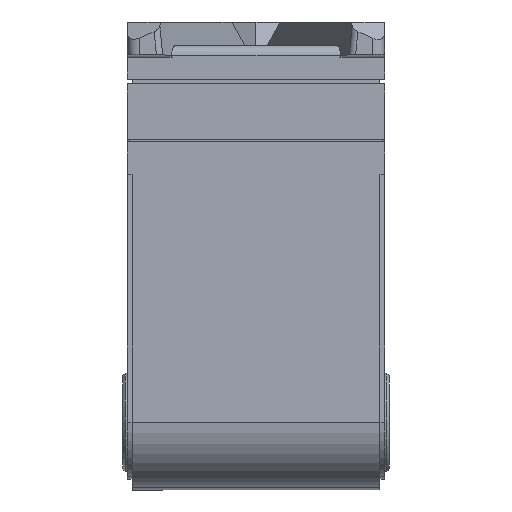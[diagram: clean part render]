
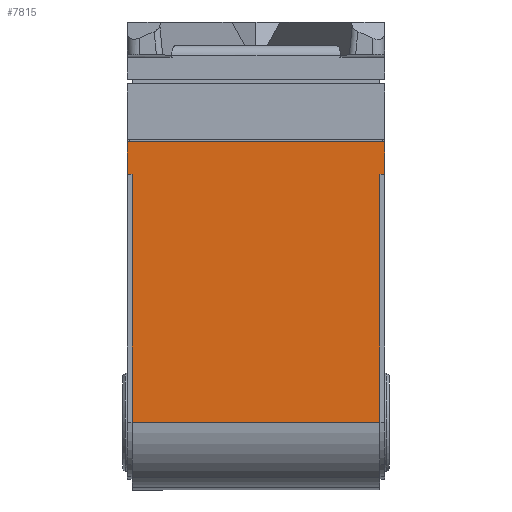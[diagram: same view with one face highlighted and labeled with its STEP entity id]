
A CAD part, front view. The second image highlights one B-rep face of the part: STEP entity #7815.
In plain terms, the highlighted planar face has unit normal (0, -1, 0).
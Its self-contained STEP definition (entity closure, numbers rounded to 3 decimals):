
#184 = DIRECTION ( 'NONE',  ( 0., 0., -1. ) ) ;
#230 = DIRECTION ( 'NONE',  ( 0., 0., -1. ) ) ;
#508 = CARTESIAN_POINT ( 'NONE',  ( -5.3, -16.4, 15.25 ) ) ;
#703 = VECTOR ( 'NONE', #1732, 1000. ) ;
#936 = VECTOR ( 'NONE', #230, 1000. ) ;
#983 = DIRECTION ( 'NONE',  ( 0., 1., 0. ) ) ;
#990 = LINE ( 'NONE', #8147, #5117 ) ;
#1137 = VECTOR ( 'NONE', #7825, 1000. ) ;
#1370 = ORIENTED_EDGE ( 'NONE', *, *, #7929, .F. ) ;
#1384 = VERTEX_POINT ( 'NONE', #6951 ) ;
#1450 = EDGE_CURVE ( 'NONE', #1384, #8671, #2912, .T. ) ;
#1462 = LINE ( 'NONE', #3478, #8612 ) ;
#1469 = EDGE_CURVE ( 'NONE', #5027, #4972, #1462, .T. ) ;
#1637 = DIRECTION ( 'NONE',  ( 0., 0., 1. ) ) ;
#1732 = DIRECTION ( 'NONE',  ( 0., 0., -1. ) ) ;
#2080 = CARTESIAN_POINT ( 'NONE',  ( -0.1, -16.4, 16.65 ) ) ;
#2294 = CARTESIAN_POINT ( 'NONE',  ( -0.1, -16.4, 2.35 ) ) ;
#2329 = CARTESIAN_POINT ( 'NONE',  ( -5.5, -16.4, 20.85 ) ) ;
#2350 = VERTEX_POINT ( 'NONE', #6998 ) ;
#2375 = LINE ( 'NONE', #2329, #4427 ) ;
#2394 = VERTEX_POINT ( 'NONE', #8654 ) ;
#2490 = ORIENTED_EDGE ( 'NONE', *, *, #1469, .F. ) ;
#2504 = CARTESIAN_POINT ( 'NONE',  ( 5.3, -16.4, 4.65 ) ) ;
#2620 = CARTESIAN_POINT ( 'NONE',  ( -5.3, -16.4, 15.25 ) ) ;
#2633 = ORIENTED_EDGE ( 'NONE', *, *, #4486, .F. ) ;
#2804 = ORIENTED_EDGE ( 'NONE', *, *, #5883, .F. ) ;
#2912 = LINE ( 'NONE', #2080, #1137 ) ;
#2960 = VERTEX_POINT ( 'NONE', #5126 ) ;
#3021 = CARTESIAN_POINT ( 'NONE',  ( -5.3, -16.4, 4.65 ) ) ;
#3246 = DIRECTION ( 'NONE',  ( -1., 0., 0. ) ) ;
#3333 = VECTOR ( 'NONE', #3453, 1000. ) ;
#3453 = DIRECTION ( 'NONE',  ( 0., 0., -1. ) ) ;
#3478 = CARTESIAN_POINT ( 'NONE',  ( 6.05, -16.4, 4.65 ) ) ;
#3531 = VECTOR ( 'NONE', #4164, 1000. ) ;
#3937 = ORIENTED_EDGE ( 'NONE', *, *, #1450, .T. ) ;
#4164 = DIRECTION ( 'NONE',  ( 1., 0., 0. ) ) ;
#4246 = VERTEX_POINT ( 'NONE', #2620 ) ;
#4351 = EDGE_CURVE ( 'NONE', #2394, #4246, #4861, .T. ) ;
#4427 = VECTOR ( 'NONE', #1637, 1000. ) ;
#4486 = EDGE_CURVE ( 'NONE', #2394, #8671, #2375, .T. ) ;
#4504 = EDGE_LOOP ( 'NONE', ( #3937, #2633, #8255, #7429, #2490, #2804, #7710, #1370 ) ) ;
#4534 = FACE_OUTER_BOUND ( 'NONE', #4504, .T. ) ;
#4634 = CARTESIAN_POINT ( 'NONE',  ( 5.5, -16.4, 20.85 ) ) ;
#4861 = LINE ( 'NONE', #508, #3531 ) ;
#4958 = AXIS2_PLACEMENT_3D ( 'NONE', #2294, #983, #184 ) ;
#4972 = VERTEX_POINT ( 'NONE', #3021 ) ;
#5027 = VERTEX_POINT ( 'NONE', #2504 ) ;
#5117 = VECTOR ( 'NONE', #3246, 1000. ) ;
#5126 = CARTESIAN_POINT ( 'NONE',  ( 5.5, -16.4, 15.25 ) ) ;
#5883 = EDGE_CURVE ( 'NONE', #2350, #5027, #6025, .T. ) ;
#5901 = LINE ( 'NONE', #8747, #936 ) ;
#6025 = LINE ( 'NONE', #8177, #703 ) ;
#6133 = CARTESIAN_POINT ( 'NONE',  ( -5.5, -16.4, 16.65 ) ) ;
#6611 = PLANE ( 'NONE',  #4958 ) ;
#6951 = CARTESIAN_POINT ( 'NONE',  ( 5.5, -16.4, 16.65 ) ) ;
#6998 = CARTESIAN_POINT ( 'NONE',  ( 5.3, -16.4, 15.25 ) ) ;
#7429 = ORIENTED_EDGE ( 'NONE', *, *, #7857, .T. ) ;
#7710 = ORIENTED_EDGE ( 'NONE', *, *, #8537, .F. ) ;
#7717 = LINE ( 'NONE', #4634, #3333 ) ;
#7815 = ADVANCED_FACE ( 'NONE', ( #4534 ), #6611, .F. ) ;
#7825 = DIRECTION ( 'NONE',  ( -1., 0., 0. ) ) ;
#7857 = EDGE_CURVE ( 'NONE', #4246, #4972, #5901, .T. ) ;
#7929 = EDGE_CURVE ( 'NONE', #1384, #2960, #7717, .T. ) ;
#7961 = DIRECTION ( 'NONE',  ( -1., 0., 0. ) ) ;
#8147 = CARTESIAN_POINT ( 'NONE',  ( 5.3, -16.4, 15.25 ) ) ;
#8177 = CARTESIAN_POINT ( 'NONE',  ( 5.3, -16.4, 15.25 ) ) ;
#8255 = ORIENTED_EDGE ( 'NONE', *, *, #4351, .T. ) ;
#8537 = EDGE_CURVE ( 'NONE', #2960, #2350, #990, .T. ) ;
#8612 = VECTOR ( 'NONE', #7961, 1000. ) ;
#8654 = CARTESIAN_POINT ( 'NONE',  ( -5.5, -16.4, 15.25 ) ) ;
#8671 = VERTEX_POINT ( 'NONE', #6133 ) ;
#8747 = CARTESIAN_POINT ( 'NONE',  ( -5.3, -16.4, 15.25 ) ) ;
